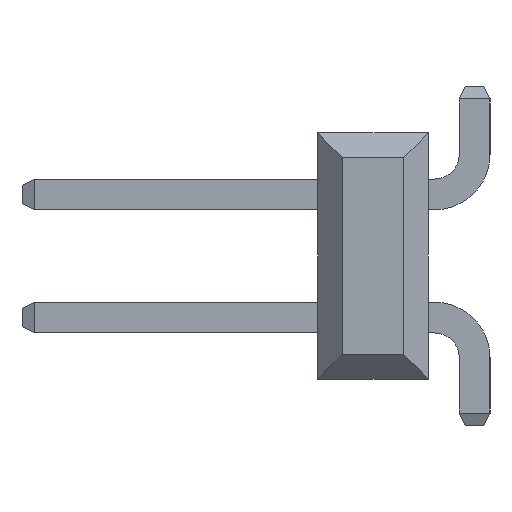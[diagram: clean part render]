
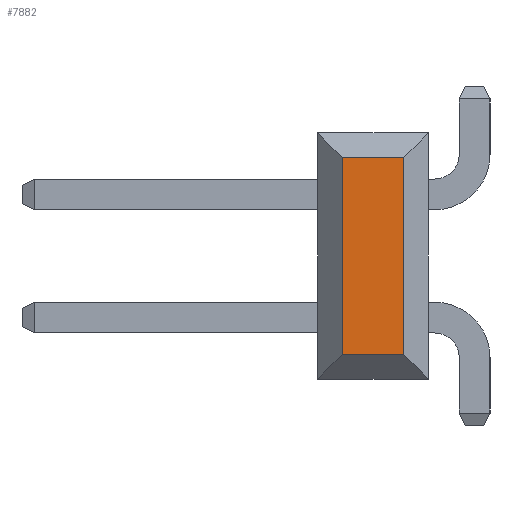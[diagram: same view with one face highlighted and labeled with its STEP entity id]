
A CAD part, left-side view. The second image highlights one B-rep face of the part: STEP entity #7882.
In plain terms, the highlighted planar face has unit normal (-1, 0, 0).
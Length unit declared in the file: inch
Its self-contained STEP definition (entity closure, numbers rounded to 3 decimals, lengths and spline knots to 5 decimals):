
#1161=DIRECTION('',(0.,0.,1.));
#1162=VECTOR('',#1161,0.16);
#1163=CARTESIAN_POINT('',(-0.5,-0.025,-0.08));
#1164=LINE('',#1163,#1162);
#1173=DIRECTION('',(0.,0.,1.));
#1174=VECTOR('',#1173,0.16);
#1175=CARTESIAN_POINT('',(-0.5,0.025,-0.08));
#1176=LINE('',#1175,#1174);
#1177=DIRECTION('',(0.,-1.,0.));
#1178=VECTOR('',#1177,0.05);
#1179=CARTESIAN_POINT('',(-0.5,0.025,0.08));
#1180=LINE('',#1179,#1178);
#1181=DIRECTION('',(0.,-1.,0.));
#1182=VECTOR('',#1181,0.05);
#1183=CARTESIAN_POINT('',(-0.5,0.025,-0.08));
#1184=LINE('',#1183,#1182);
#5217=CARTESIAN_POINT('',(-0.5,0.025,-0.08));
#5218=CARTESIAN_POINT('',(-0.5,0.025,0.08));
#5219=VERTEX_POINT('',#5217);
#5220=VERTEX_POINT('',#5218);
#5221=CARTESIAN_POINT('',(-0.5,-0.025,-0.08));
#5222=CARTESIAN_POINT('',(-0.5,-0.025,0.08));
#5223=VERTEX_POINT('',#5221);
#5224=VERTEX_POINT('',#5222);
#7868=CARTESIAN_POINT('',(-0.5,0.025,-0.1));
#7869=DIRECTION('',(-1.,0.,0.));
#7870=DIRECTION('',(0.,-1.,0.));
#7871=AXIS2_PLACEMENT_3D('',#7868,#7869,#7870);
#7872=PLANE('',#7871);
#7874=ORIENTED_EDGE('',*,*,#7873,.T.);
#7876=ORIENTED_EDGE('',*,*,#7875,.T.);
#7877=ORIENTED_EDGE('',*,*,#7858,.F.);
#7879=ORIENTED_EDGE('',*,*,#7878,.F.);
#7880=EDGE_LOOP('',(#7874,#7876,#7877,#7879));
#7881=FACE_OUTER_BOUND('',#7880,.F.);
#7882=ADVANCED_FACE('',(#7881),#7872,.T.);
#7858=EDGE_CURVE('',#5223,#5224,#1164,.T.);
#7873=EDGE_CURVE('',#5219,#5220,#1176,.T.);
#7875=EDGE_CURVE('',#5220,#5224,#1180,.T.);
#7878=EDGE_CURVE('',#5219,#5223,#1184,.T.);
